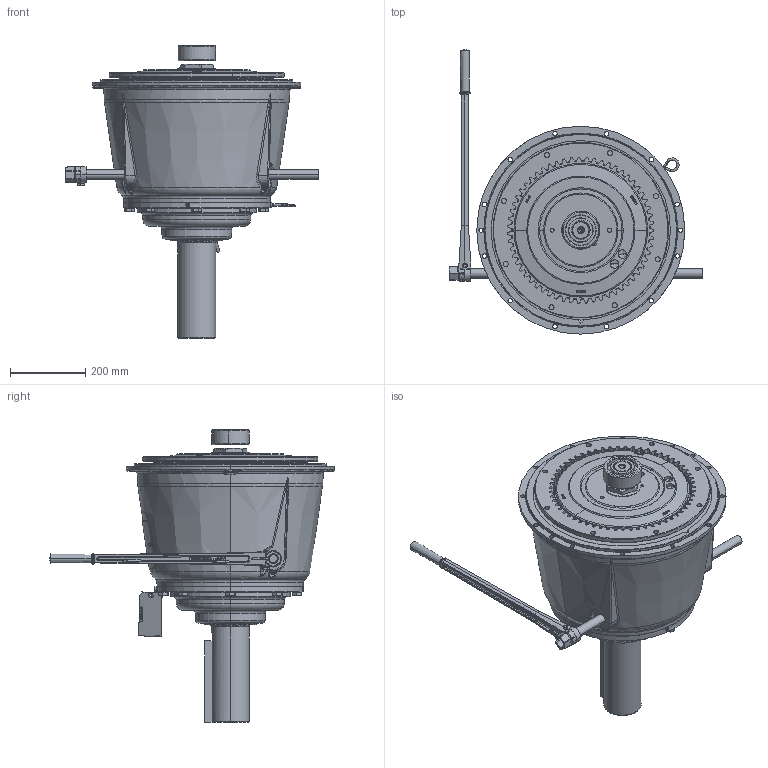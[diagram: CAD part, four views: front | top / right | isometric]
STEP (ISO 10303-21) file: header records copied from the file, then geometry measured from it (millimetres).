
FILE_DESCRIPTION (( 'STEP AP214' ), '1' );
FILE_NAME ('IB314P110.STEP', '2015-07-14T20:14:56', ( '' ), ( '' ), 'SwSTEP 2.0', 'SolidWorks 2010', '' );
FILE_SCHEMA (( 'AUTOMOTIVE_DESIGN' ));
Length unit declared in the file: millimetre
Products named in the file (1): IB314P110
Bounding box: 673.1 x 755.78 x 776.91 mm (x, y, z)
Surface area: 1934262.7 mm2 (no closed solid volume)
Topology: 0 solids, 98 shells, 1347 faces, 5884 edges, 4507 vertices
Faces by surface type: cylinder 455, plane 348, bspline 216, cone 215, torus 105, sphere 8
Entity records: 97020 total; most frequent: CARTESIAN_POINT 39045, ORIENTED_EDGE 8509, DIRECTION 7755, EDGE_CURVE 5868, VERTEX_POINT 4504, AXIS2_PLACEMENT_3D 2750, VECTOR 2255, LINE 2255
